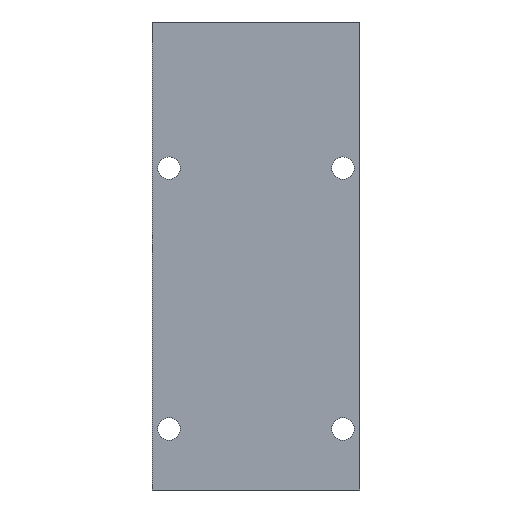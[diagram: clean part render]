
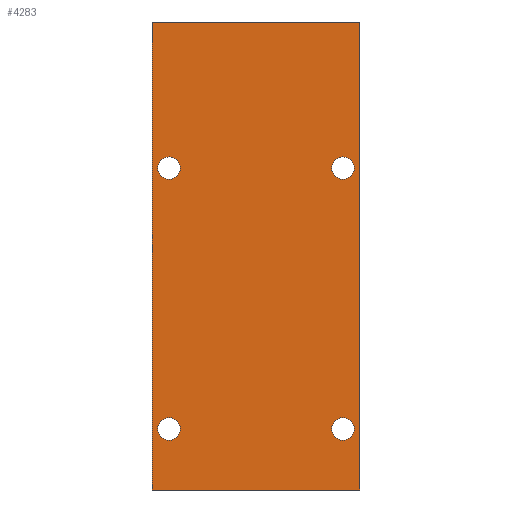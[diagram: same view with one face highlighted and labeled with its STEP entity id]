
A CAD part, front view. The second image highlights one B-rep face of the part: STEP entity #4283.
In plain terms, the highlighted planar face has unit normal (0, -1, 0).
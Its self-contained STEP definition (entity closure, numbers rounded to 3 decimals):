
#10 = EDGE_LOOP ( 'NONE', ( #1683, #515 ) ) ;
#47 = DIRECTION ( 'NONE',  ( 0., 0., -1. ) ) ;
#95 = CARTESIAN_POINT ( 'NONE',  ( -17.78, 3.175, 152.4 ) ) ;
#113 = CARTESIAN_POINT ( 'NONE',  ( -14.875, 3.175, -141.955 ) ) ;
#168 = DIRECTION ( 'NONE',  ( 1., 0., 0. ) ) ;
#223 = DIRECTION ( 'NONE',  ( 0., 0., -1. ) ) ;
#259 = EDGE_CURVE ( 'NONE', #1957, #2246, #4533, .T. ) ;
#282 = CARTESIAN_POINT ( 'NONE',  ( -17.78, 3.175, -72.331 ) ) ;
#291 = EDGE_CURVE ( 'NONE', #2662, #3371, #1311, .T. ) ;
#317 = DIRECTION ( 'NONE',  ( 0., 0., -1. ) ) ;
#318 = EDGE_CURVE ( 'NONE', #3371, #2662, #4207, .T. ) ;
#408 = VERTEX_POINT ( 'NONE', #1357 ) ;
#424 = AXIS2_PLACEMENT_3D ( 'NONE', #1270, #1153, #973 ) ;
#475 = CARTESIAN_POINT ( 'NONE',  ( -17.78, 3.175, -72.331 ) ) ;
#515 = ORIENTED_EDGE ( 'NONE', *, *, #609, .F. ) ;
#531 = CARTESIAN_POINT ( 'NONE',  ( 17.78, 3.175, -72.331 ) ) ;
#609 = EDGE_CURVE ( 'NONE', #1912, #2453, #3523, .T. ) ;
#716 = VERTEX_POINT ( 'NONE', #3993 ) ;
#757 = CARTESIAN_POINT ( 'NONE',  ( -14.875, 3.175, -99.26 ) ) ;
#777 = VERTEX_POINT ( 'NONE', #2892 ) ;
#851 = CARTESIAN_POINT ( 'NONE',  ( 14.875, 3.175, -99.26 ) ) ;
#914 = VECTOR ( 'NONE', #47, 1000. ) ;
#961 = EDGE_LOOP ( 'NONE', ( #2021, #3713 ) ) ;
#969 = DIRECTION ( 'NONE',  ( 0., -1., 0. ) ) ;
#973 = DIRECTION ( 'NONE',  ( 0., 0., -1. ) ) ;
#1012 = ORIENTED_EDGE ( 'NONE', *, *, #259, .F. ) ;
#1060 = EDGE_CURVE ( 'NONE', #2453, #1912, #3519, .T. ) ;
#1152 = ORIENTED_EDGE ( 'NONE', *, *, #2146, .F. ) ;
#1153 = DIRECTION ( 'NONE',  ( 0., -1., 0. ) ) ;
#1224 = EDGE_CURVE ( 'NONE', #4019, #4649, #4820, .T. ) ;
#1270 = CARTESIAN_POINT ( 'NONE',  ( -14.875, 3.175, -141.955 ) ) ;
#1294 = DIRECTION ( 'NONE',  ( 0., -1., 0. ) ) ;
#1311 = CIRCLE ( 'NONE', #4183, 1.93 ) ;
#1340 = FACE_OUTER_BOUND ( 'NONE', #2251, .T. ) ;
#1357 = CARTESIAN_POINT ( 'NONE',  ( 14.875, 3.175, -140.025 ) ) ;
#1428 = ORIENTED_EDGE ( 'NONE', *, *, #3755, .T. ) ;
#1429 = DIRECTION ( 'NONE',  ( 0., 1., 0. ) ) ;
#1461 = LINE ( 'NONE', #1832, #3152 ) ;
#1553 = DIRECTION ( 'NONE',  ( 0., 0., -1. ) ) ;
#1574 = FACE_BOUND ( 'NONE', #4001, .T. ) ;
#1581 = CARTESIAN_POINT ( 'NONE',  ( 17.78, 3.175, 152.4 ) ) ;
#1683 = ORIENTED_EDGE ( 'NONE', *, *, #1060, .F. ) ;
#1832 = CARTESIAN_POINT ( 'NONE',  ( 17.78, 3.175, -152.4 ) ) ;
#1879 = AXIS2_PLACEMENT_3D ( 'NONE', #4708, #2532, #223 ) ;
#1912 = VERTEX_POINT ( 'NONE', #2952 ) ;
#1957 = VERTEX_POINT ( 'NONE', #2663 ) ;
#1960 = LINE ( 'NONE', #95, #914 ) ;
#2021 = ORIENTED_EDGE ( 'NONE', *, *, #291, .F. ) ;
#2146 = EDGE_CURVE ( 'NONE', #4649, #777, #4256, .T. ) ;
#2149 = VECTOR ( 'NONE', #1553, 1000. ) ;
#2191 = ORIENTED_EDGE ( 'NONE', *, *, #1224, .F. ) ;
#2196 = ORIENTED_EDGE ( 'NONE', *, *, #2395, .T. ) ;
#2246 = VERTEX_POINT ( 'NONE', #851 ) ;
#2251 = EDGE_LOOP ( 'NONE', ( #1152, #2191, #2196, #1428 ) ) ;
#2334 = CARTESIAN_POINT ( 'NONE',  ( -14.875, 3.175, -95.4 ) ) ;
#2351 = DIRECTION ( 'NONE',  ( 0., 0., -1. ) ) ;
#2374 = FACE_BOUND ( 'NONE', #961, .T. ) ;
#2395 = EDGE_CURVE ( 'NONE', #4019, #3696, #1960, .T. ) ;
#2453 = VERTEX_POINT ( 'NONE', #4735 ) ;
#2470 = ORIENTED_EDGE ( 'NONE', *, *, #3633, .F. ) ;
#2492 = DIRECTION ( 'NONE',  ( 0., 0., -1. ) ) ;
#2500 = AXIS2_PLACEMENT_3D ( 'NONE', #3587, #1294, #3956 ) ;
#2501 = DIRECTION ( 'NONE',  ( 0., -1., 0. ) ) ;
#2512 = CARTESIAN_POINT ( 'NONE',  ( -14.875, 3.175, -97.33 ) ) ;
#2532 = DIRECTION ( 'NONE',  ( 0., -1., 0. ) ) ;
#2582 = PLANE ( 'NONE',  #2855 ) ;
#2634 = DIRECTION ( 'NONE',  ( 0., -1., 0. ) ) ;
#2662 = VERTEX_POINT ( 'NONE', #757 ) ;
#2663 = CARTESIAN_POINT ( 'NONE',  ( 14.875, 3.175, -95.4 ) ) ;
#2670 = CIRCLE ( 'NONE', #3358, 1.93 ) ;
#2742 = DIRECTION ( 'NONE',  ( 0., 0., -1. ) ) ;
#2774 = DIRECTION ( 'NONE',  ( 0., -1., 0. ) ) ;
#2816 = CARTESIAN_POINT ( 'NONE',  ( -14.875, 3.175, -97.33 ) ) ;
#2855 = AXIS2_PLACEMENT_3D ( 'NONE', #4749, #1429, #4077 ) ;
#2892 = CARTESIAN_POINT ( 'NONE',  ( 17.78, 3.175, -152.4 ) ) ;
#2928 = AXIS2_PLACEMENT_3D ( 'NONE', #113, #969, #2351 ) ;
#2952 = CARTESIAN_POINT ( 'NONE',  ( -14.875, 3.175, -140.025 ) ) ;
#3031 = DIRECTION ( 'NONE',  ( 0., 0., -1. ) ) ;
#3047 = DIRECTION ( 'NONE',  ( 0., -1., 0. ) ) ;
#3063 = CARTESIAN_POINT ( 'NONE',  ( 14.875, 3.175, -97.33 ) ) ;
#3152 = VECTOR ( 'NONE', #4088, 1000. ) ;
#3188 = EDGE_CURVE ( 'NONE', #408, #716, #2670, .T. ) ;
#3358 = AXIS2_PLACEMENT_3D ( 'NONE', #4787, #2634, #317 ) ;
#3371 = VERTEX_POINT ( 'NONE', #2334 ) ;
#3381 = FACE_BOUND ( 'NONE', #10, .T. ) ;
#3514 = EDGE_CURVE ( 'NONE', #716, #408, #4066, .T. ) ;
#3519 = CIRCLE ( 'NONE', #2928, 1.93 ) ;
#3523 = CIRCLE ( 'NONE', #424, 1.93 ) ;
#3549 = EDGE_LOOP ( 'NONE', ( #3864, #4438 ) ) ;
#3587 = CARTESIAN_POINT ( 'NONE',  ( 14.875, 3.175, -141.955 ) ) ;
#3633 = EDGE_CURVE ( 'NONE', #2246, #1957, #4560, .T. ) ;
#3696 = VERTEX_POINT ( 'NONE', #4040 ) ;
#3698 = AXIS2_PLACEMENT_3D ( 'NONE', #3063, #3047, #3031 ) ;
#3713 = ORIENTED_EDGE ( 'NONE', *, *, #318, .F. ) ;
#3755 = EDGE_CURVE ( 'NONE', #3696, #777, #1461, .T. ) ;
#3796 = VECTOR ( 'NONE', #168, 1000. ) ;
#3864 = ORIENTED_EDGE ( 'NONE', *, *, #3514, .F. ) ;
#3956 = DIRECTION ( 'NONE',  ( 0., 0., -1. ) ) ;
#3993 = CARTESIAN_POINT ( 'NONE',  ( 14.875, 3.175, -143.885 ) ) ;
#4001 = EDGE_LOOP ( 'NONE', ( #2470, #1012 ) ) ;
#4019 = VERTEX_POINT ( 'NONE', #475 ) ;
#4040 = CARTESIAN_POINT ( 'NONE',  ( -17.78, 3.175, -152.4 ) ) ;
#4066 = CIRCLE ( 'NONE', #2500, 1.93 ) ;
#4077 = DIRECTION ( 'NONE',  ( 0., 0., 1. ) ) ;
#4088 = DIRECTION ( 'NONE',  ( 1., 0., 0. ) ) ;
#4183 = AXIS2_PLACEMENT_3D ( 'NONE', #2816, #2774, #2742 ) ;
#4207 = CIRCLE ( 'NONE', #4637, 1.93 ) ;
#4256 = LINE ( 'NONE', #1581, #2149 ) ;
#4283 = ADVANCED_FACE ( 'NONE', ( #4347, #3381, #1574, #2374, #1340 ), #2582, .F. ) ;
#4347 = FACE_BOUND ( 'NONE', #3549, .T. ) ;
#4438 = ORIENTED_EDGE ( 'NONE', *, *, #3188, .F. ) ;
#4533 = CIRCLE ( 'NONE', #3698, 1.93 ) ;
#4560 = CIRCLE ( 'NONE', #1879, 1.93 ) ;
#4637 = AXIS2_PLACEMENT_3D ( 'NONE', #2512, #2501, #2492 ) ;
#4649 = VERTEX_POINT ( 'NONE', #531 ) ;
#4708 = CARTESIAN_POINT ( 'NONE',  ( 14.875, 3.175, -97.33 ) ) ;
#4735 = CARTESIAN_POINT ( 'NONE',  ( -14.875, 3.175, -143.885 ) ) ;
#4749 = CARTESIAN_POINT ( 'NONE',  ( 17.78, 3.175, 152.4 ) ) ;
#4787 = CARTESIAN_POINT ( 'NONE',  ( 14.875, 3.175, -141.955 ) ) ;
#4820 = LINE ( 'NONE', #282, #3796 ) ;
